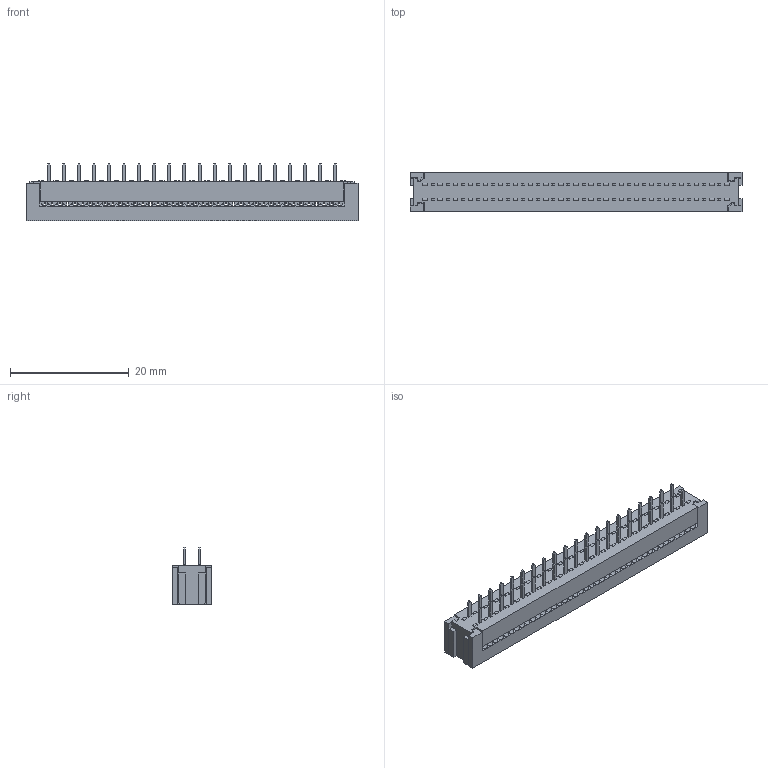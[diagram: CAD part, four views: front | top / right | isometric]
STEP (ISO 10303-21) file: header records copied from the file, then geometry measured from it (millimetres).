
FILE_DESCRIPTION(('STEP AP214'),'1');
FILE_NAME(' ',' ',('TraceParts'),('TraceParts S.A.'),'XStep 1.0',' ',' ');
FILE_SCHEMA(('automotive_design'));
Length unit declared in the file: millimetre
Products named in the file (1): C-0216093-40-3-L
Bounding box: 55.88 x 6.72 x 9.61 mm (x, y, z)
Volume: 2143.6 mm3; surface area: 3038.8 mm2
Topology: 1 solids, 1 shells, 1684 faces, 4390 edges, 2872 vertices
Faces by surface type: plane 1522, cylinder 162
Entity records: 52137 total; most frequent: CARTESIAN_POINT 10947, ORIENTED_EDGE 8780, DIRECTION 7604, EDGE_CURVE 4390, LINE 3906, VECTOR 3906, VERTEX_POINT 2872, EDGE_LOOP 2006
